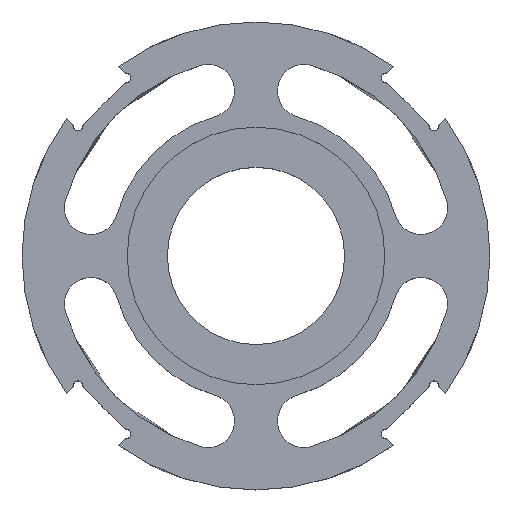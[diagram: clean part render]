
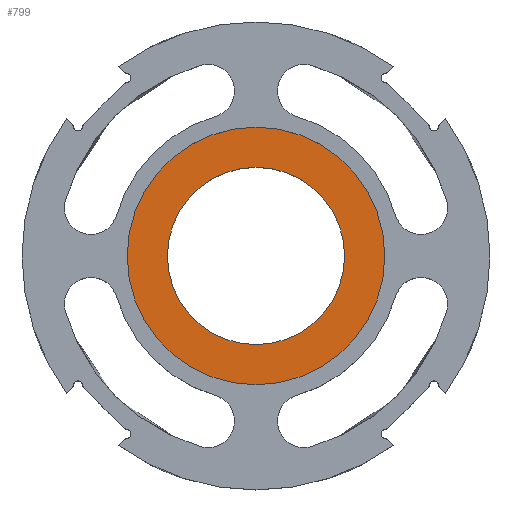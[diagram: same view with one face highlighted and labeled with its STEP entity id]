
A CAD part, top view. The second image highlights one B-rep face of the part: STEP entity #799.
In plain terms, the highlighted planar face has unit normal (0, 0, 1).
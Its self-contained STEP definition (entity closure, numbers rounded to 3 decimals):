
#758=CARTESIAN_POINT('Axis2P3D Location',(0.,0.,-3.)) ;
#763=CARTESIAN_POINT('Axis2P3D Location',(0.,0.,-3.)) ;
#767=CARTESIAN_POINT('Vertex',(-27.25,0.,-3.)) ;
#769=CARTESIAN_POINT('Vertex',(27.25,0.,-3.)) ;
#772=CARTESIAN_POINT('Axis2P3D Location',(0.,0.,-3.)) ;
#781=CARTESIAN_POINT('Axis2P3D Location',(0.,0.,-3.)) ;
#785=CARTESIAN_POINT('Vertex',(-18.75,0.,-3.)) ;
#787=CARTESIAN_POINT('Vertex',(18.75,0.,-3.)) ;
#790=CARTESIAN_POINT('Axis2P3D Location',(0.,0.,-3.)) ;
#759=DIRECTION('Axis2P3D Direction',(0.,0.,-1.)) ;
#760=DIRECTION('Axis2P3D XDirection',(1.,0.,0.)) ;
#764=DIRECTION('Axis2P3D Direction',(0.,0.,-1.)) ;
#773=DIRECTION('Axis2P3D Direction',(0.,0.,-1.)) ;
#782=DIRECTION('Axis2P3D Direction',(0.,0.,-1.)) ;
#791=DIRECTION('Axis2P3D Direction',(0.,0.,-1.)) ;
#761=AXIS2_PLACEMENT_3D('Plane Axis2P3D',#758,#759,#760) ;
#765=AXIS2_PLACEMENT_3D('Circle Axis2P3D',#763,#764,$) ;
#774=AXIS2_PLACEMENT_3D('Circle Axis2P3D',#772,#773,$) ;
#783=AXIS2_PLACEMENT_3D('Circle Axis2P3D',#781,#782,$) ;
#792=AXIS2_PLACEMENT_3D('Circle Axis2P3D',#790,#791,$) ;
#778=ORIENTED_EDGE('',*,*,#771,.F.) ;
#779=ORIENTED_EDGE('',*,*,#776,.F.) ;
#796=ORIENTED_EDGE('',*,*,#789,.T.) ;
#797=ORIENTED_EDGE('',*,*,#794,.T.) ;
#798=FACE_BOUND('',#795,.T.) ;
#799=ADVANCED_FACE('Corps principal',(#780,#798),#762,.F.) ;
#766=CIRCLE('generated circle',#765,27.25) ;
#775=CIRCLE('generated circle',#774,27.25) ;
#784=CIRCLE('generated circle',#783,18.75) ;
#793=CIRCLE('generated circle',#792,18.75) ;
#771=EDGE_CURVE('',#768,#770,#766,.T.) ;
#776=EDGE_CURVE('',#770,#768,#775,.T.) ;
#789=EDGE_CURVE('',#786,#788,#784,.T.) ;
#794=EDGE_CURVE('',#788,#786,#793,.T.) ;
#777=EDGE_LOOP('',(#778,#779)) ;
#795=EDGE_LOOP('',(#796,#797)) ;
#780=FACE_OUTER_BOUND('',#777,.T.) ;
#762=PLANE('Plane',#761) ;
#768=VERTEX_POINT('',#767) ;
#770=VERTEX_POINT('',#769) ;
#786=VERTEX_POINT('',#785) ;
#788=VERTEX_POINT('',#787) ;
